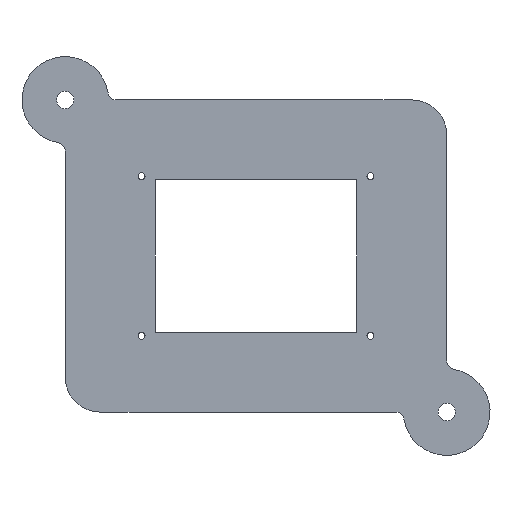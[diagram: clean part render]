
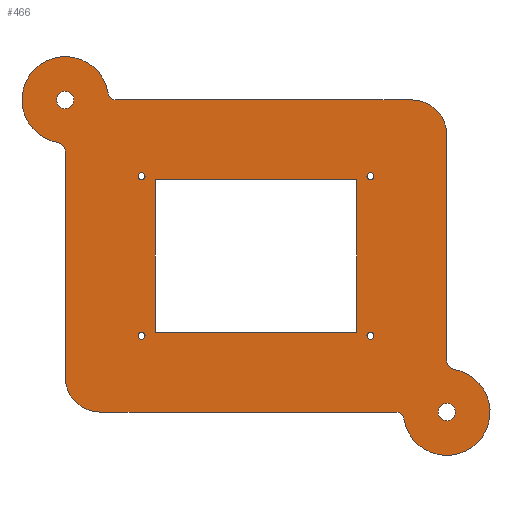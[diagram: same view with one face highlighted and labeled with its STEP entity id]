
A CAD part, front view. The second image highlights one B-rep face of the part: STEP entity #466.
In plain terms, the highlighted planar face has unit normal (0, -1, 0).
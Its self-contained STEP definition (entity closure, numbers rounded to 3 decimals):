
#28=FACE_BOUND('',#138,.T.);
#29=FACE_BOUND('',#139,.T.);
#30=FACE_BOUND('',#140,.T.);
#31=FACE_BOUND('',#141,.T.);
#32=FACE_BOUND('',#142,.T.);
#33=FACE_BOUND('',#143,.T.);
#34=FACE_BOUND('',#144,.T.);
#36=CIRCLE('',#475,2.5);
#38=CIRCLE('',#478,2.5);
#40=CIRCLE('',#481,1.);
#42=CIRCLE('',#484,1.);
#44=CIRCLE('',#487,1.);
#46=CIRCLE('',#490,1.);
#47=CIRCLE('',#492,10.);
#49=CIRCLE('',#496,2.5);
#51=CIRCLE('',#499,12.5);
#53=CIRCLE('',#502,2.5);
#55=CIRCLE('',#506,10.);
#57=CIRCLE('',#510,2.5);
#59=CIRCLE('',#513,12.5);
#61=CIRCLE('',#516,2.5);
#100=FACE_OUTER_BOUND('',#137,.T.);
#137=EDGE_LOOP('',(#411,#412,#413,#414,#415,#416,#417,#418,#419,#420,#421,
#422));
#138=EDGE_LOOP('',(#423,#424,#425,#426));
#139=EDGE_LOOP('',(#427));
#140=EDGE_LOOP('',(#428));
#141=EDGE_LOOP('',(#429));
#142=EDGE_LOOP('',(#430));
#143=EDGE_LOOP('',(#431));
#144=EDGE_LOOP('',(#432));
#145=LINE('',#663,#177);
#149=LINE('',#671,#181);
#152=LINE('',#677,#184);
#155=LINE('',#682,#187);
#159=LINE('',#725,#191);
#165=LINE('',#749,#197);
#169=LINE('',#761,#201);
#175=LINE('',#784,#207);
#177=VECTOR('',#525,58.);
#181=VECTOR('',#531,44.);
#184=VECTOR('',#536,58.);
#187=VECTOR('',#541,44.);
#191=VECTOR('',#589,85.21);
#197=VECTOR('',#615,65.21);
#201=VECTOR('',#627,85.21);
#207=VECTOR('',#653,65.21);
#209=VERTEX_POINT('',#661);
#210=VERTEX_POINT('',#662);
#213=VERTEX_POINT('',#670);
#215=VERTEX_POINT('',#676);
#218=VERTEX_POINT('',#687);
#220=VERTEX_POINT('',#692);
#222=VERTEX_POINT('',#697);
#224=VERTEX_POINT('',#702);
#226=VERTEX_POINT('',#707);
#228=VERTEX_POINT('',#712);
#229=VERTEX_POINT('',#715);
#230=VERTEX_POINT('',#716);
#233=VERTEX_POINT('',#724);
#235=VERTEX_POINT('',#730);
#237=VERTEX_POINT('',#736);
#239=VERTEX_POINT('',#742);
#241=VERTEX_POINT('',#748);
#243=VERTEX_POINT('',#754);
#245=VERTEX_POINT('',#760);
#247=VERTEX_POINT('',#766);
#249=VERTEX_POINT('',#772);
#251=VERTEX_POINT('',#778);
#253=EDGE_CURVE('',#209,#210,#145,.T.);
#257=EDGE_CURVE('',#213,#209,#149,.T.);
#260=EDGE_CURVE('',#215,#213,#152,.T.);
#263=EDGE_CURVE('',#210,#215,#155,.T.);
#266=EDGE_CURVE('',#218,#218,#36,.T.);
#268=EDGE_CURVE('',#220,#220,#38,.T.);
#270=EDGE_CURVE('',#222,#222,#40,.T.);
#272=EDGE_CURVE('',#224,#224,#42,.T.);
#274=EDGE_CURVE('',#226,#226,#44,.T.);
#276=EDGE_CURVE('',#228,#228,#46,.T.);
#277=EDGE_CURVE('',#229,#230,#47,.T.);
#281=EDGE_CURVE('',#233,#229,#159,.T.);
#284=EDGE_CURVE('',#235,#233,#49,.T.);
#287=EDGE_CURVE('',#237,#235,#51,.T.);
#290=EDGE_CURVE('',#239,#237,#53,.T.);
#293=EDGE_CURVE('',#241,#239,#165,.T.);
#296=EDGE_CURVE('',#243,#241,#55,.T.);
#299=EDGE_CURVE('',#245,#243,#169,.T.);
#302=EDGE_CURVE('',#247,#245,#57,.T.);
#305=EDGE_CURVE('',#249,#247,#59,.T.);
#308=EDGE_CURVE('',#251,#249,#61,.T.);
#311=EDGE_CURVE('',#230,#251,#175,.T.);
#411=ORIENTED_EDGE('',*,*,#311,.F.);
#412=ORIENTED_EDGE('',*,*,#277,.F.);
#413=ORIENTED_EDGE('',*,*,#281,.F.);
#414=ORIENTED_EDGE('',*,*,#284,.F.);
#415=ORIENTED_EDGE('',*,*,#287,.F.);
#416=ORIENTED_EDGE('',*,*,#290,.F.);
#417=ORIENTED_EDGE('',*,*,#293,.F.);
#418=ORIENTED_EDGE('',*,*,#296,.F.);
#419=ORIENTED_EDGE('',*,*,#299,.F.);
#420=ORIENTED_EDGE('',*,*,#302,.F.);
#421=ORIENTED_EDGE('',*,*,#305,.F.);
#422=ORIENTED_EDGE('',*,*,#308,.F.);
#423=ORIENTED_EDGE('',*,*,#253,.T.);
#424=ORIENTED_EDGE('',*,*,#263,.T.);
#425=ORIENTED_EDGE('',*,*,#260,.T.);
#426=ORIENTED_EDGE('',*,*,#257,.T.);
#427=ORIENTED_EDGE('',*,*,#266,.T.);
#428=ORIENTED_EDGE('',*,*,#268,.T.);
#429=ORIENTED_EDGE('',*,*,#270,.T.);
#430=ORIENTED_EDGE('',*,*,#272,.T.);
#431=ORIENTED_EDGE('',*,*,#274,.T.);
#432=ORIENTED_EDGE('',*,*,#276,.T.);
#442=PLANE('',#520);
#466=ADVANCED_FACE('',(#100,#28,#29,#30,#31,#32,#33,#34),#442,.F.);
#475=AXIS2_PLACEMENT_3D('',#688,#547,#548);
#478=AXIS2_PLACEMENT_3D('',#693,#553,#554);
#481=AXIS2_PLACEMENT_3D('',#698,#559,#560);
#484=AXIS2_PLACEMENT_3D('',#703,#565,#566);
#487=AXIS2_PLACEMENT_3D('',#708,#571,#572);
#490=AXIS2_PLACEMENT_3D('',#713,#577,#578);
#492=AXIS2_PLACEMENT_3D('',#717,#581,#582);
#496=AXIS2_PLACEMENT_3D('',#731,#594,#595);
#499=AXIS2_PLACEMENT_3D('',#737,#601,#602);
#502=AXIS2_PLACEMENT_3D('',#743,#608,#609);
#506=AXIS2_PLACEMENT_3D('',#755,#620,#621);
#510=AXIS2_PLACEMENT_3D('',#767,#632,#633);
#513=AXIS2_PLACEMENT_3D('',#773,#639,#640);
#516=AXIS2_PLACEMENT_3D('',#779,#646,#647);
#520=AXIS2_PLACEMENT_3D('',#787,#657,#658);
#525=DIRECTION('',(-1.,0.,0.));
#531=DIRECTION('',(0.,0.,-1.));
#536=DIRECTION('',(1.,0.,0.));
#541=DIRECTION('',(0.,0.,1.));
#547=DIRECTION('center_axis',(0.,1.,0.));
#548=DIRECTION('ref_axis',(1.,0.,0.));
#553=DIRECTION('center_axis',(0.,1.,0.));
#554=DIRECTION('ref_axis',(1.,0.,0.));
#559=DIRECTION('center_axis',(0.,1.,0.));
#560=DIRECTION('ref_axis',(1.,0.,0.));
#565=DIRECTION('center_axis',(0.,1.,0.));
#566=DIRECTION('ref_axis',(1.,0.,0.));
#571=DIRECTION('center_axis',(0.,1.,0.));
#572=DIRECTION('ref_axis',(1.,0.,0.));
#577=DIRECTION('center_axis',(0.,1.,0.));
#578=DIRECTION('ref_axis',(1.,0.,0.));
#581=DIRECTION('center_axis',(0.,1.,0.));
#582=DIRECTION('ref_axis',(0.,0.,-1.));
#589=DIRECTION('',(-1.,0.,0.));
#594=DIRECTION('center_axis',(0.,-1.,0.));
#595=DIRECTION('ref_axis',(0.,0.,-1.));
#601=DIRECTION('center_axis',(0.,1.,0.));
#602=DIRECTION('ref_axis',(0.167,0.,0.986));
#608=DIRECTION('center_axis',(0.,-1.,0.));
#609=DIRECTION('ref_axis',(0.167,0.,0.986));
#615=DIRECTION('',(0.,0.,-1.));
#620=DIRECTION('center_axis',(0.,1.,0.));
#621=DIRECTION('ref_axis',(0.,0.,1.));
#627=DIRECTION('',(1.,0.,0.));
#632=DIRECTION('center_axis',(0.,-1.,0.));
#633=DIRECTION('ref_axis',(0.,0.,1.));
#639=DIRECTION('center_axis',(0.,1.,0.));
#640=DIRECTION('ref_axis',(-0.167,0.,-0.986));
#646=DIRECTION('center_axis',(0.,-1.,0.));
#647=DIRECTION('ref_axis',(-0.167,0.,-0.986));
#653=DIRECTION('',(0.,0.,1.));
#657=DIRECTION('center_axis',(0.,1.,0.));
#658=DIRECTION('ref_axis',(0.,0.,1.));
#661=CARTESIAN_POINT('',(-6.,0.,-47.));
#662=CARTESIAN_POINT('',(-64.,0.,-47.));
#663=CARTESIAN_POINT('',(-20.5,0.,-47.));
#670=CARTESIAN_POINT('',(-6.,0.,-3.));
#671=CARTESIAN_POINT('',(-6.,0.,-14.));
#676=CARTESIAN_POINT('',(-64.,0.,-3.));
#677=CARTESIAN_POINT('',(-49.5,0.,-3.));
#682=CARTESIAN_POINT('',(-64.,0.,-36.));
#687=CARTESIAN_POINT('',(-92.5,0.,20.));
#688=CARTESIAN_POINT('Origin',(-90.,0.,20.));
#692=CARTESIAN_POINT('',(17.5,0.,-70.));
#693=CARTESIAN_POINT('Origin',(20.,0.,-70.));
#697=CARTESIAN_POINT('',(-3.,0.,-2.));
#698=CARTESIAN_POINT('Origin',(-2.,0.,-2.));
#702=CARTESIAN_POINT('',(-3.,0.,-48.));
#703=CARTESIAN_POINT('Origin',(-2.,0.,-48.));
#707=CARTESIAN_POINT('',(-69.,0.,-2.));
#708=CARTESIAN_POINT('Origin',(-68.,0.,-2.));
#712=CARTESIAN_POINT('',(-69.,0.,-48.));
#713=CARTESIAN_POINT('Origin',(-68.,0.,-48.));
#715=CARTESIAN_POINT('',(-80.,0.,-70.));
#716=CARTESIAN_POINT('',(-90.,0.,-60.));
#717=CARTESIAN_POINT('Origin',(-80.,0.,-60.));
#724=CARTESIAN_POINT('',(5.21,0.,-70.));
#725=CARTESIAN_POINT('',(5.21,0.,-70.));
#730=CARTESIAN_POINT('',(7.675,0.,-72.083));
#731=CARTESIAN_POINT('Origin',(5.21,0.,-72.5));
#736=CARTESIAN_POINT('',(22.083,0.,-57.675));
#737=CARTESIAN_POINT('Origin',(20.,0.,-70.));
#742=CARTESIAN_POINT('',(20.,0.,-55.21));
#743=CARTESIAN_POINT('Origin',(22.5,0.,-55.21));
#748=CARTESIAN_POINT('',(20.,0.,10.));
#749=CARTESIAN_POINT('',(20.,0.,10.));
#754=CARTESIAN_POINT('',(10.,0.,20.));
#755=CARTESIAN_POINT('Origin',(10.,0.,10.));
#760=CARTESIAN_POINT('',(-75.21,0.,20.));
#761=CARTESIAN_POINT('',(-75.21,0.,20.));
#766=CARTESIAN_POINT('',(-77.675,0.,22.083));
#767=CARTESIAN_POINT('Origin',(-75.21,0.,22.5));
#772=CARTESIAN_POINT('',(-92.083,0.,7.675));
#773=CARTESIAN_POINT('Origin',(-90.,0.,20.));
#778=CARTESIAN_POINT('',(-90.,0.,5.21));
#779=CARTESIAN_POINT('Origin',(-92.5,0.,5.21));
#784=CARTESIAN_POINT('',(-90.,0.,-55.21));
#787=CARTESIAN_POINT('Origin',(-35.,0.,-25.));
